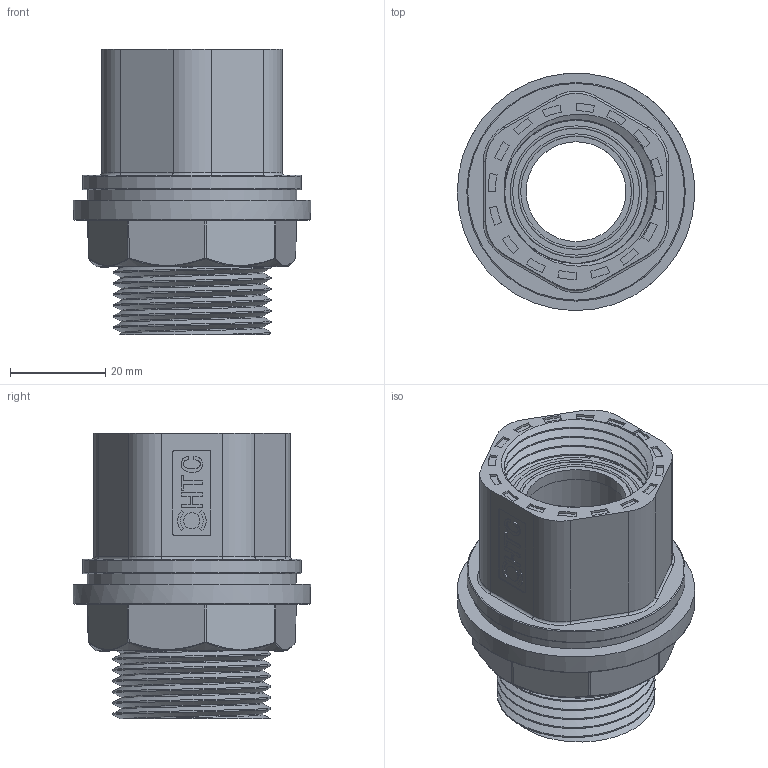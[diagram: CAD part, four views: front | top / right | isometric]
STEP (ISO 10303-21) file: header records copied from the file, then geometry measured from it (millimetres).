
FILE_DESCRIPTION(/* description */ (''),/* implementation_level */ '2;1');
FILE_NAME(/* name */ '1寸装配文件_20231221.stp',/* time_stamp */ '2023-12-21T21:29:33+08:00',/* author */ (''),/* organization */ (''),/* preprocessor_version */ 'ST-DEVELOPER v16',/* originating_system */ 'SIEMENS PLM Software NX 10.0',/* authorisation */ '');
FILE_SCHEMA (('AP203_CONFIGURATION_CONTROLLED_3D_DESIGN_OF_MECHANICAL_PARTS_AND_ASSEMBLIES_MIM_LF { 1 0 10303 403 2 1 2}'));
Products named in the file (1): Admi0E0C5C110obh
Bounding box: 49.97 x 49.93 x 60 mm (x, y, z)
Volume: 43670 mm3; surface area: 30727.8 mm2
Topology: 4 solids, 5 shells, 1085 faces, 3013 edges, 2019 vertices
Faces by surface type: plane 785, cylinder 109, extrusion 93, bspline 45, cone 36, torus 14, sphere 3
Full cylindrical faces by diameter (mm): 0.6 x1, 0.928 x1, 3.4 x1, 21 x1, 23.3 x1, 23.5 x1, 24.3 x1, 26.7 x1, 27.7 x1, 30 x1, 33.3 x1, 33.5 x1, 33.7 x4, 36.3 x1, 37.3 x1, 40.2 x1, 41.2 x1, 44 x1, 46 x1
Entity records: 47710 total; most frequent: CARTESIAN_POINT 20899, ORIENTED_EDGE 5910, DIRECTION 4741, EDGE_CURVE 2955, VECTOR 2279, LINE 2186, VERTEX_POINT 1999, AXIS2_PLACEMENT_3D 1231
